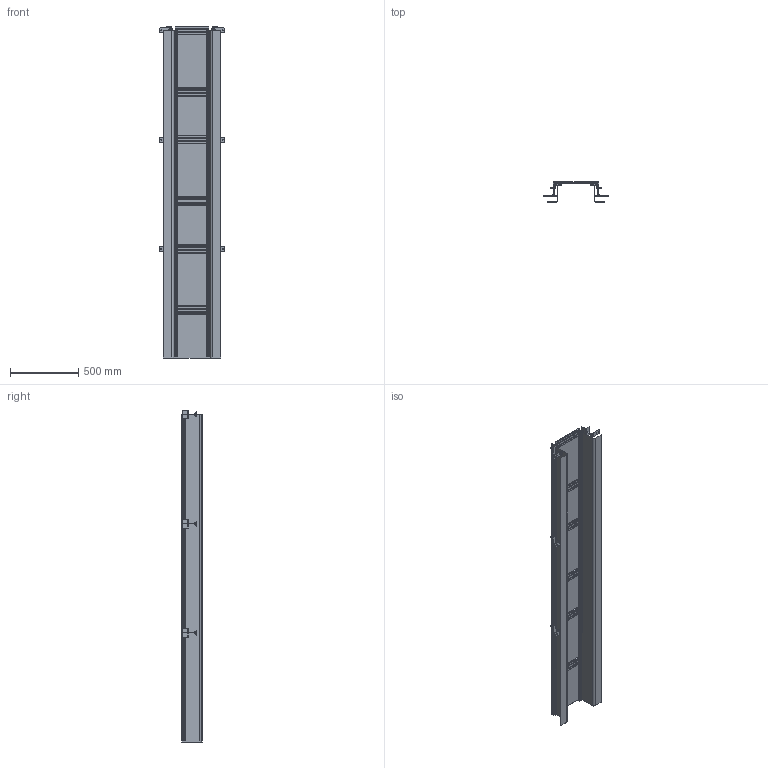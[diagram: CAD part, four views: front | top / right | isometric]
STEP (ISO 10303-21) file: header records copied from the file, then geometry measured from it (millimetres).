
FILE_DESCRIPTION((''),'2;1');
FILE_NAME('U04119KUN_ASM','2022-12-05T14:54:55',('CS00495496'),(''),'CREO PARAMETRIC BY PTC INC, 2020281','CREO PARAMETRIC BY PTC INC, 2020281','');
FILE_SCHEMA(('AUTOMOTIVE_DESIGN { 1 0 10303 214 1 1 1 1 }'));
Length unit declared in the file: millimetre
Products named in the file (12): U05644KUN; U05650KUN; U05985KUN; U05347KUN; U05349KUN; U05829KUN_ASM; U05699KUN; U09136KUN; U05364_2KUN; U05643KUN; U05954KUN; U04119KUN_ASM
Assembly tree (37 placements, depth 3):
  U04119KUN_ASM
    U05644KUN  x2
    U05650KUN  x2
    U05985KUN  x6
    U05829KUN_ASM  x6
      U05347KUN
      U05349KUN
    U05699KUN  x6
    U09136KUN  x6
    U05364_2KUN  x2
    U05643KUN  x2
    U05954KUN  x3
Bounding box: 472.13 x 146.7 x 2432.5 mm (x, y, z)
Volume: 5798898 mm3; surface area: 5191408.2 mm2
Topology: 41 solids, 41 shells, 720 faces, 2202 edges, 1612 vertices
Faces by surface type: plane 474, cylinder 210, cone 24, torus 12
Entity records: 15773 total; most frequent: DIRECTION 2354, CARTESIAN_POINT 1968, ORIENTED_EDGE 882, AXIS2_PLACEMENT_3D 813, PROPERTY_DEFINITION 763, REPRESENTATION 753, PROPERTY_DEFINITION_REPRESENTATION 753, GENERAL_PROPERTY 582
